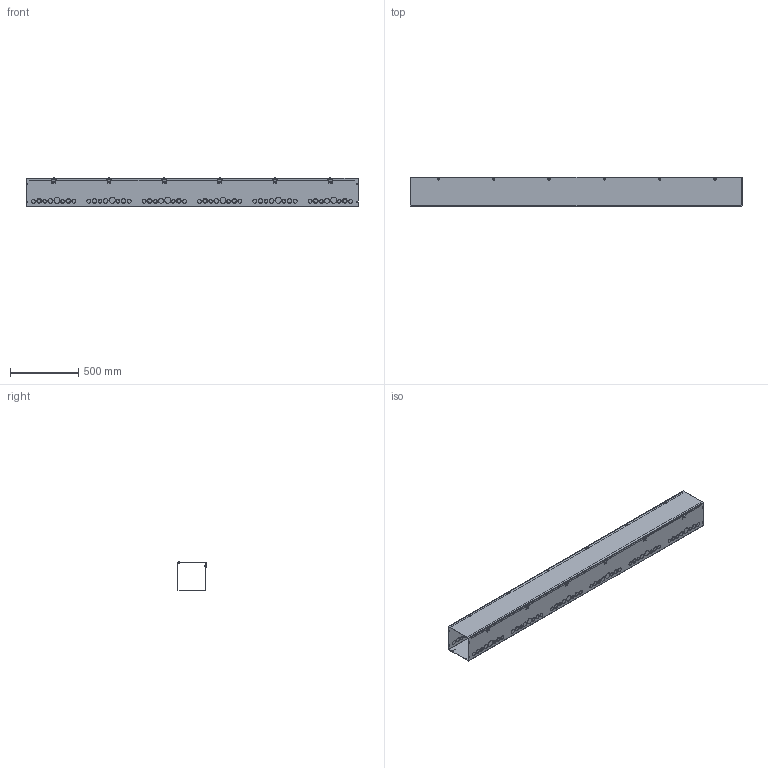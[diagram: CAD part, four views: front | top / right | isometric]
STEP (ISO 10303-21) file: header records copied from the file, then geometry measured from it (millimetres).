
FILE_DESCRIPTION(/* description */ ('HS_BLR 8X8X96'),/* implementation_level */ '2;1');
FILE_NAME(/* name */ 'HS888.stp',/* time_stamp */ '2017-03-14T18:09:39+06:00',/* author */ ('mgunasekar'),/* organization */ (''),/* preprocessor_version */ 'ST-DEVELOPER v16.1',/* originating_system */ 'Autodesk Inventor 2016',/* authorisation */ '');
FILE_SCHEMA (('AUTOMOTIVE_DESIGN { 1 0 10303 214 3 1 1 }'));
Length unit declared in the file: inch
Products named in the file (5): HS888BLR; HS888LID; 372141; 31816; HS888
Assembly tree (20 placements, depth 2):
  HS888
    HS888BLR
    HS888LID
    372141  x12
    31816  x6
Bounding box: 2438.4 x 216.04 x 212.27 mm (x, y, z)
Volume: 4104531.5 mm3; surface area: 4356938.9 mm2
Topology: 20 solids, 20 shells, 1695 faces, 3907 edges, 2408 vertices
Faces by surface type: plane 775, cylinder 424, cone 324, torus 156, bspline 16
Full cylindrical faces by diameter (mm): 4.089 x12, 4.595 x96, 6.35 x4, 7.938 x12, 22.225 x24, 28.575 x48, 28.6 x24, 34.925 x36, 44.45 x12
Entity records: 18870 total; most frequent: CARTESIAN_POINT 3488, DIRECTION 3135, ORIENTED_EDGE 2538, EDGE_CURVE 1269, AXIS2_PLACEMENT_3D 1227, EDGE_LOOP 1135, VERTEX_POINT 950, LINE 681
